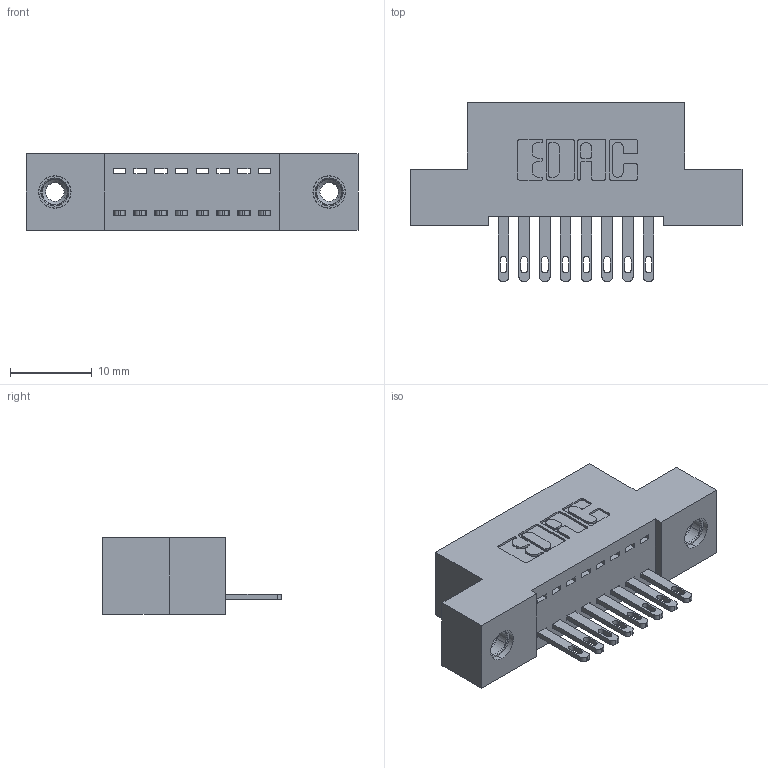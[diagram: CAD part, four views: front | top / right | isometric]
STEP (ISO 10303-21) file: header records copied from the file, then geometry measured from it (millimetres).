
FILE_DESCRIPTION (( 'STEP AP203' ), '1' );
FILE_NAME ('342-008-500-108.STEP', '2019-10-01T13:01:50', ( '' ), ( '' ), 'SwSTEP 2.0', 'SolidWorks 2016', '' );
FILE_SCHEMA (( 'CONFIG_CONTROL_DESIGN' ));
Length unit declared in the file: inch
Products named in the file (4): 345-250-001_345-250-003-102; 342-008-500-108; 342 Part_TI; 345-292-001_345-293-100
Assembly tree (11 placements, depth 2):
  342-008-500-108
    342 Part_TI
    345-292-001_345-293-100  x8
    345-250-001_345-250-003-102  x2
Bounding box: 40.64 x 21.85 x 9.4 mm (x, y, z)
Volume: 3437.3 mm3; surface area: 4446.3 mm2
Topology: 11 solids, 11 shells, 602 faces, 1779 edges, 1178 vertices
Faces by surface type: plane 386, cylinder 200, cone 12, torus 4
Entity records: 10272 total; most frequent: CARTESIAN_POINT 1757, ORIENTED_EDGE 1694, DIRECTION 1585, EDGE_CURVE 847, VECTOR 695, LINE 695, VERTEX_POINT 560, AXIS2_PLACEMENT_3D 445
